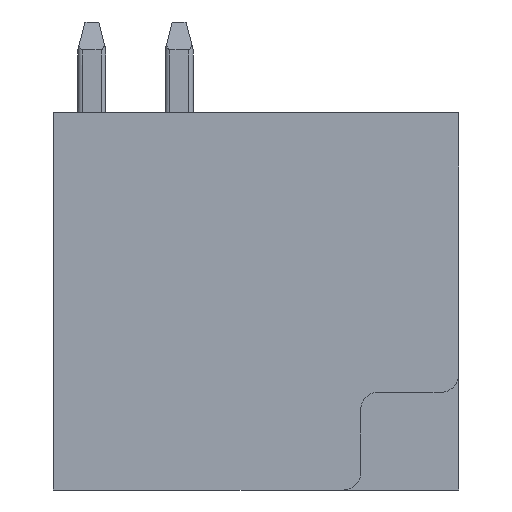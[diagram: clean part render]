
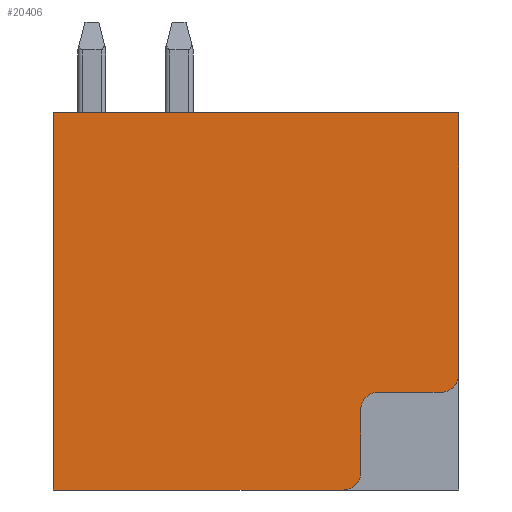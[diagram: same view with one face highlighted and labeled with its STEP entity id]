
A CAD part, front view. The second image highlights one B-rep face of the part: STEP entity #20406.
In plain terms, the highlighted planar face has unit normal (0, -1, 0).
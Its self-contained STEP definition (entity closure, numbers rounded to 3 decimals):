
#2193=CARTESIAN_POINT('',(2.806,-52.5,-6.124));
#2194=DIRECTION('',(0.,-1.,0.));
#2195=DIRECTION('',(0.,0.,-1.));
#2196=AXIS2_PLACEMENT_3D('',#2193,#2194,#2195);
#2198=DIRECTION('',(-1.,0.,0.));
#2199=VECTOR('',#2198,8.3);
#2200=CARTESIAN_POINT('',(2.806,-52.5,-6.624));
#2201=LINE('',#2200,#2199);
#2202=DIRECTION('',(0.,0.,1.));
#2203=VECTOR('',#2202,10.8);
#2204=CARTESIAN_POINT('',(-5.494,-52.5,-6.624));
#2205=LINE('',#2204,#2203);
#2206=DIRECTION('',(1.,0.,0.));
#2207=VECTOR('',#2206,11.6);
#2208=CARTESIAN_POINT('',(-5.494,-52.5,4.176));
#2209=LINE('',#2208,#2207);
#2210=DIRECTION('',(0.,0.,-1.));
#2211=VECTOR('',#2210,7.5);
#2212=CARTESIAN_POINT('',(6.106,-52.5,4.176));
#2213=LINE('',#2212,#2211);
#2214=CARTESIAN_POINT('',(5.606,-52.5,-3.324));
#2215=DIRECTION('',(0.,-1.,0.));
#2216=DIRECTION('',(0.,0.,-1.));
#2217=AXIS2_PLACEMENT_3D('',#2214,#2215,#2216);
#2219=DIRECTION('',(-1.,0.,0.));
#2220=VECTOR('',#2219,1.8);
#2221=CARTESIAN_POINT('',(5.606,-52.5,-3.824));
#2222=LINE('',#2221,#2220);
#2223=DIRECTION('',(0.,0.,1.));
#2224=VECTOR('',#2223,1.8);
#2225=CARTESIAN_POINT('',(3.306,-52.5,-6.124));
#2226=LINE('',#2225,#2224);
#2244=CARTESIAN_POINT('',(3.806,-52.5,-4.324));
#2245=DIRECTION('',(0.,1.,0.));
#2246=DIRECTION('',(-1.,0.,0.));
#2247=AXIS2_PLACEMENT_3D('',#2244,#2245,#2246);
#15235=CARTESIAN_POINT('',(-5.494,-52.5,-6.624));
#15236=CARTESIAN_POINT('',(-5.494,-52.5,4.176));
#15237=VERTEX_POINT('',#15235);
#15238=VERTEX_POINT('',#15236);
#15239=CARTESIAN_POINT('',(6.106,-52.5,4.176));
#15240=VERTEX_POINT('',#15239);
#15273=CARTESIAN_POINT('',(3.306,-52.5,-4.324));
#15274=VERTEX_POINT('',#15273);
#15275=CARTESIAN_POINT('',(3.806,-52.5,-3.824));
#15276=VERTEX_POINT('',#15275);
#15277=CARTESIAN_POINT('',(2.806,-52.5,-6.624));
#15278=CARTESIAN_POINT('',(3.306,-52.5,-6.124));
#15279=VERTEX_POINT('',#15277);
#15280=VERTEX_POINT('',#15278);
#15285=CARTESIAN_POINT('',(5.606,-52.5,-3.824));
#15287=VERTEX_POINT('',#15285);
#15289=CARTESIAN_POINT('',(6.106,-52.5,-3.324));
#15290=VERTEX_POINT('',#15289);
#20385=CARTESIAN_POINT('',(0.,-52.5,0.));
#20386=DIRECTION('',(0.,1.,0.));
#20387=DIRECTION('',(1.,0.,0.));
#20388=AXIS2_PLACEMENT_3D('',#20385,#20386,#20387);
#20389=PLANE('',#20388);
#20391=ORIENTED_EDGE('',*,*,#20390,.F.);
#20392=ORIENTED_EDGE('',*,*,#19879,.T.);
#20393=ORIENTED_EDGE('',*,*,#19898,.T.);
#20394=ORIENTED_EDGE('',*,*,#19911,.T.);
#20395=ORIENTED_EDGE('',*,*,#19008,.T.);
#20397=ORIENTED_EDGE('',*,*,#20396,.F.);
#20399=ORIENTED_EDGE('',*,*,#20398,.T.);
#20401=ORIENTED_EDGE('',*,*,#20400,.F.);
#20403=ORIENTED_EDGE('',*,*,#20402,.F.);
#20404=EDGE_LOOP('',(#20391,#20392,#20393,#20394,#20395,#20397,#20399,#20401,
#20403));
#20405=FACE_OUTER_BOUND('',#20404,.F.);
#20406=ADVANCED_FACE('',(#20405),#20389,.F.);
#2197=CIRCLE('',#2196,0.5);
#2218=CIRCLE('',#2217,0.5);
#2248=CIRCLE('',#2247,0.5);
#19008=EDGE_CURVE('',#15240,#15290,#2213,.T.);
#19879=EDGE_CURVE('',#15279,#15237,#2201,.T.);
#19898=EDGE_CURVE('',#15237,#15238,#2205,.T.);
#19911=EDGE_CURVE('',#15238,#15240,#2209,.T.);
#20390=EDGE_CURVE('',#15279,#15280,#2197,.T.);
#20396=EDGE_CURVE('',#15287,#15290,#2218,.T.);
#20398=EDGE_CURVE('',#15287,#15276,#2222,.T.);
#20400=EDGE_CURVE('',#15274,#15276,#2248,.T.);
#20402=EDGE_CURVE('',#15280,#15274,#2226,.T.);
